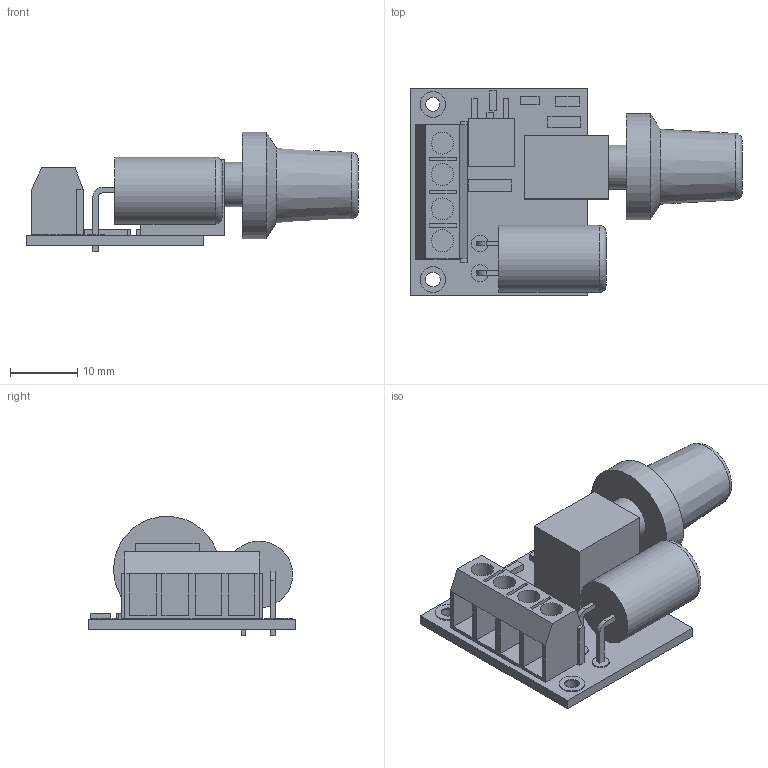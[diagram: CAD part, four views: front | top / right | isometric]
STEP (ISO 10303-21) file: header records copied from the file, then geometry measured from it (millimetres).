
FILE_DESCRIPTION(/* description */ ('STEP AP242 Edition 2','CAx-IF Rec.Pracs.---Representation and Presentation of Product Manufacturing Information (PMI)---4.0---2014-10-13','CAx-IF Rec.Pracs.---3D Tessellated Geometry---0.4---2014-09-14','2;1','CAx-IF Rec.Pracs.---User Defined Attributes---1.5---2016-08-15'),/* implementation_level */ '2;1');
FILE_NAME(/* name */ '69541bf7df2e0946e8a54ed7',/* time_stamp */ '2025-12-30T18:37:43Z',/* author */ (''),/* organization */ (''),/* preprocessor_version */ 'ST-DEVELOPER v20',/* originating_system */ 'ONSHAPE BY PTC INC, 1.208',/* authorisation */ ' ');
FILE_SCHEMA (('AP242_MANAGED_MODEL_BASED_3D_ENGINEERING_MIM_LF { 1 0 10303 442 3 1 4 }'));
Length unit declared in the file: metre
Products named in the file (9): Motor Controller; Body005; EJE; PIN001; PIN; potenciometro; POTENCIOMETRO_CAJA; Body; condensador
Assembly tree (8 placements, depth 2):
  Motor Controller
    Body005
    EJE
    PIN001
    PIN
    potenciometro
    POTENCIOMETRO_CAJA
    Body
    condensador
Bounding box: 49.54 x 31 x 17.82 mm (x, y, z)
Volume: 6990.1 mm3; surface area: 6384.5 mm2
Topology: 8 solids, 8 shells, 159 faces, 358 edges, 234 vertices
Faces by surface type: plane 134, cylinder 21, cone 2, torus 2
Full cylindrical faces by diameter (mm): 2.093 x1, 2.192 x1, 2.2 x2, 2.511 x2, 3.3 x4, 3.828 x2, 6.6 x1, 7.914 x1, 8 x1, 10 x1, 15.875 x1
Entity records: 4506 total; most frequent: CARTESIAN_POINT 739, DIRECTION 717, ORIENTED_EDGE 674, EDGE_CURVE 337, LINE 293, VECTOR 293, VERTEX_POINT 234, AXIS2_PLACEMENT_3D 212
